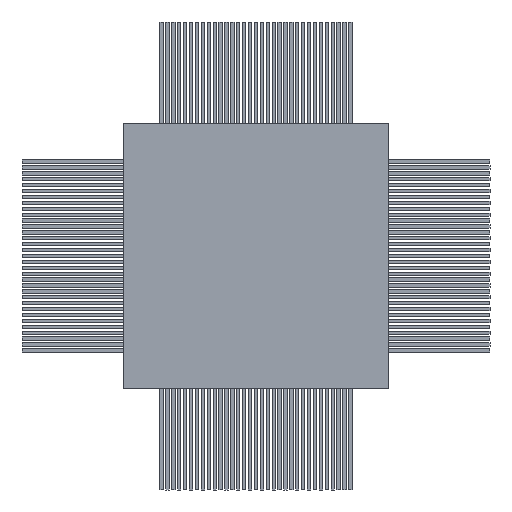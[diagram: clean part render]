
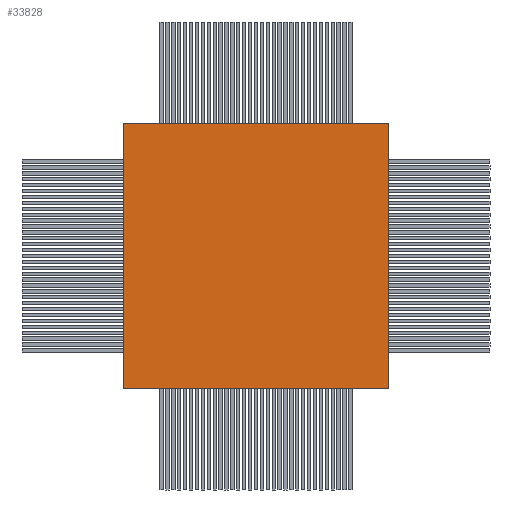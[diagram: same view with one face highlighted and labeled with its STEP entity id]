
A CAD part, front view. The second image highlights one B-rep face of the part: STEP entity #33828.
In plain terms, the highlighted planar face has unit normal (0, -1, 0).
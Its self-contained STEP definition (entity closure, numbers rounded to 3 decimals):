
#1084 = CARTESIAN_POINT ( 'NONE',  ( -14., 0., -14. ) ) ;
#4455 = EDGE_CURVE ( 'NONE', #21525, #100518, #94088, .T. ) ;
#7914 = DIRECTION ( 'NONE',  ( 0., 0., 1. ) ) ;
#9124 = CARTESIAN_POINT ( 'NONE',  ( -14., 0., 14. ) ) ;
#13330 = CARTESIAN_POINT ( 'NONE',  ( -14., 0., 14. ) ) ;
#13675 = DIRECTION ( 'NONE',  ( 1., 0., 0. ) ) ;
#15755 = LINE ( 'NONE', #1084, #57974 ) ;
#17831 = ORIENTED_EDGE ( 'NONE', *, *, #53791, .F. ) ;
#21186 = EDGE_CURVE ( 'NONE', #100518, #43402, #43286, .T. ) ;
#21353 = ORIENTED_EDGE ( 'NONE', *, *, #79797, .F. ) ;
#21525 = VERTEX_POINT ( 'NONE', #9124 ) ;
#22159 = VECTOR ( 'NONE', #45272, 1000. ) ;
#33828 = ADVANCED_FACE ( 'NONE', ( #94704 ), #95030, .F. ) ;
#35460 = CARTESIAN_POINT ( 'NONE',  ( -14., 0., -14. ) ) ;
#37056 = AXIS2_PLACEMENT_3D ( 'NONE', #47475, #55466, #7914 ) ;
#43286 = LINE ( 'NONE', #60903, #22159 ) ;
#43402 = VERTEX_POINT ( 'NONE', #63617 ) ;
#45272 = DIRECTION ( 'NONE',  ( 0., 0., -1. ) ) ;
#47475 = CARTESIAN_POINT ( 'NONE',  ( 0., 0., 0. ) ) ;
#52674 = VERTEX_POINT ( 'NONE', #66226 ) ;
#53791 = EDGE_CURVE ( 'NONE', #43402, #52674, #15755, .T. ) ;
#54790 = ORIENTED_EDGE ( 'NONE', *, *, #4455, .F. ) ;
#55466 = DIRECTION ( 'NONE',  ( 0., 1., 0. ) ) ;
#56641 = DIRECTION ( 'NONE',  ( -1., 0., 0. ) ) ;
#57974 = VECTOR ( 'NONE', #56641, 1000. ) ;
#60903 = CARTESIAN_POINT ( 'NONE',  ( 14., 0., -14. ) ) ;
#63214 = LINE ( 'NONE', #35460, #84384 ) ;
#63617 = CARTESIAN_POINT ( 'NONE',  ( 14., 0., -14. ) ) ;
#65909 = EDGE_LOOP ( 'NONE', ( #87077, #54790, #21353, #17831 ) ) ;
#66226 = CARTESIAN_POINT ( 'NONE',  ( -14., 0., -14. ) ) ;
#74184 = CARTESIAN_POINT ( 'NONE',  ( 14., 0., 14. ) ) ;
#79797 = EDGE_CURVE ( 'NONE', #52674, #21525, #63214, .T. ) ;
#83075 = DIRECTION ( 'NONE',  ( 0., 0., 1. ) ) ;
#84384 = VECTOR ( 'NONE', #83075, 1000. ) ;
#87077 = ORIENTED_EDGE ( 'NONE', *, *, #21186, .F. ) ;
#91623 = VECTOR ( 'NONE', #13675, 1000. ) ;
#94088 = LINE ( 'NONE', #13330, #91623 ) ;
#94704 = FACE_OUTER_BOUND ( 'NONE', #65909, .T. ) ;
#95030 = PLANE ( 'NONE',  #37056 ) ;
#100518 = VERTEX_POINT ( 'NONE', #74184 ) ;
